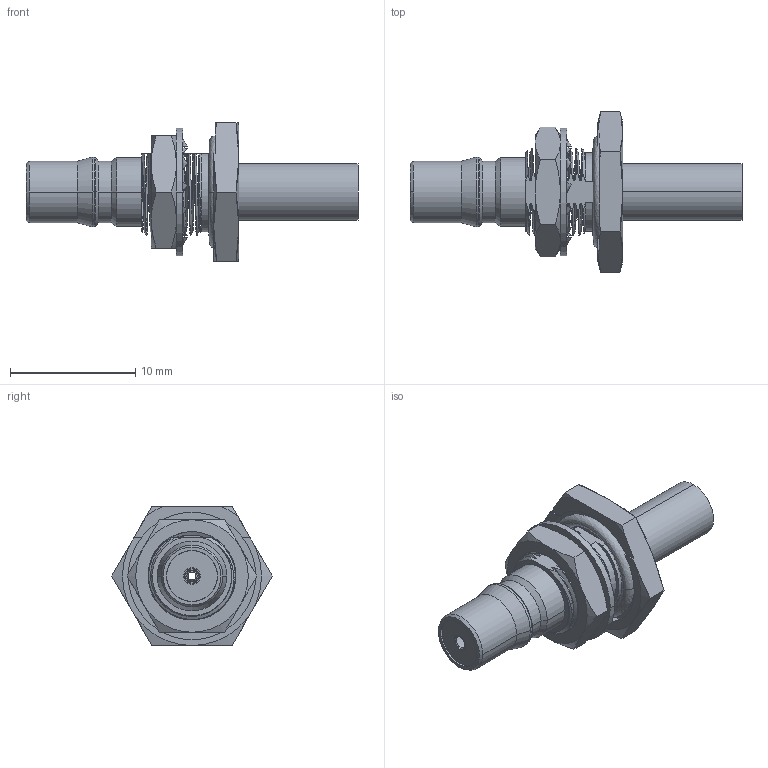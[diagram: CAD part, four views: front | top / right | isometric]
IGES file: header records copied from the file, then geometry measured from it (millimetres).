
Start section:  PTC IGES file: 930-123j-51s.igs
Global section: file name: 930-123j-51s.igs; native system: Pro/ENGINEER by Parametric Technology Corporation; preprocessor: 2010280; author: rkarthik; organization: Unknown; date: 20120615.125635; units: millimetre
Bounding box: 26.55 x 12.83 x 11.11 mm (x, y, z)
Surface area: 1057.8 mm2 (no closed solid volume)
Topology: 0 solids, 0 shells, 134 faces, 773 edges, 773 vertices
Faces by surface type: revolution 77, bspline 57
